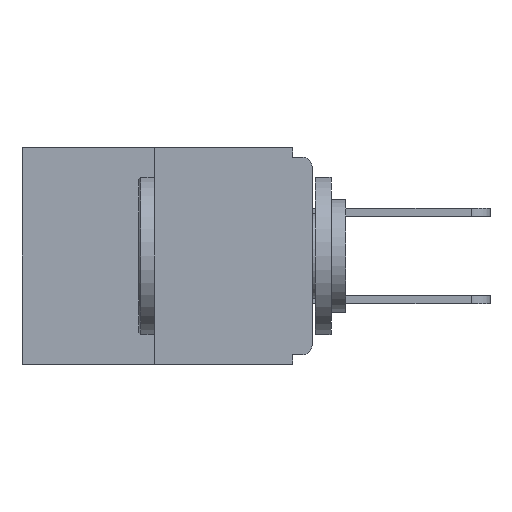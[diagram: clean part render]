
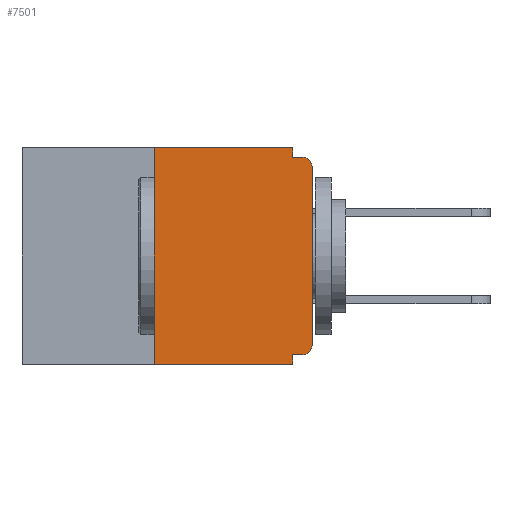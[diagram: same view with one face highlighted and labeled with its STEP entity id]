
A CAD part, left-side view. The second image highlights one B-rep face of the part: STEP entity #7501.
In plain terms, the highlighted planar face has unit normal (-1, 0, 0).
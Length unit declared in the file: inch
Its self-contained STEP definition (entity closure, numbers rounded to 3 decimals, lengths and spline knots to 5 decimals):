
#15 = AXIS2_PLACEMENT_3D ( 'NONE', #4368, #5954, #13792 ) ;
#36 = CARTESIAN_POINT ( 'NONE',  ( 0., 0.25, 0. ) ) ;
#117 = VERTEX_POINT ( 'NONE', #140 ) ;
#140 = CARTESIAN_POINT ( 'NONE',  ( 0., 0.015, -0.015 ) ) ;
#164 = EDGE_CURVE ( 'NONE', #7856, #12565, #13103, .T. ) ;
#448 = VECTOR ( 'NONE', #16597, 39.37008 ) ;
#658 = CARTESIAN_POINT ( 'NONE',  ( 0., 0.46, 0. ) ) ;
#1088 = CARTESIAN_POINT ( 'NONE',  ( 0., 0., 0. ) ) ;
#1263 = EDGE_CURVE ( 'NONE', #15389, #5780, #5786, .T. ) ;
#1777 = CARTESIAN_POINT ( 'NONE',  ( 0., 0., -0.313 ) ) ;
#2066 = LINE ( 'NONE', #7585, #10243 ) ;
#2114 = PLANE ( 'NONE',  #11822 ) ;
#2395 = EDGE_CURVE ( 'NONE', #9265, #117, #12823, .T. ) ;
#2440 = DIRECTION ( 'NONE',  ( 0., 0., 1. ) ) ;
#2883 = EDGE_CURVE ( 'NONE', #4554, #12565, #2066, .T. ) ;
#2986 = DIRECTION ( 'NONE',  ( -1., 0., 0. ) ) ;
#2991 = ORIENTED_EDGE ( 'NONE', *, *, #4590, .F. ) ;
#3571 = ORIENTED_EDGE ( 'NONE', *, *, #1263, .F. ) ;
#3930 = CARTESIAN_POINT ( 'NONE',  ( 0., 0.031, -0.343 ) ) ;
#3948 = VECTOR ( 'NONE', #7326, 39.37008 ) ;
#4368 = CARTESIAN_POINT ( 'NONE',  ( 0., 0.015, -0.313 ) ) ;
#4466 = CIRCLE ( 'NONE', #9787, 0.015 ) ;
#4554 = VERTEX_POINT ( 'NONE', #16691 ) ;
#4590 = EDGE_CURVE ( 'NONE', #5780, #9265, #14421, .T. ) ;
#5780 = VERTEX_POINT ( 'NONE', #7290 ) ;
#5786 = LINE ( 'NONE', #15195, #448 ) ;
#5954 = DIRECTION ( 'NONE',  ( -1., 0., 0. ) ) ;
#6177 = DIRECTION ( 'NONE',  ( 0., -1., 0. ) ) ;
#6829 = CARTESIAN_POINT ( 'NONE',  ( 0., 0., -0.328 ) ) ;
#7153 = DIRECTION ( 'NONE',  ( 0., 0., 1. ) ) ;
#7290 = CARTESIAN_POINT ( 'NONE',  ( 0., 0.031, 0. ) ) ;
#7326 = DIRECTION ( 'NONE',  ( 0., 0., -1. ) ) ;
#7501 = ADVANCED_FACE ( 'NONE', ( #14259 ), #2114, .F. ) ;
#7545 = CARTESIAN_POINT ( 'NONE',  ( 0., 0.46, -0.343 ) ) ;
#7583 = CIRCLE ( 'NONE', #15, 0.015 ) ;
#7585 = CARTESIAN_POINT ( 'NONE',  ( 0., 0.031, -0.343 ) ) ;
#7856 = VERTEX_POINT ( 'NONE', #12422 ) ;
#8063 = CARTESIAN_POINT ( 'NONE',  ( 0., 0., -0.015 ) ) ;
#8158 = LINE ( 'NONE', #1088, #14173 ) ;
#8406 = EDGE_CURVE ( 'NONE', #16878, #16861, #7583, .T. ) ;
#8736 = ORIENTED_EDGE ( 'NONE', *, *, #2395, .F. ) ;
#9019 = CARTESIAN_POINT ( 'NONE',  ( 0., 0.015, -0.328 ) ) ;
#9171 = VECTOR ( 'NONE', #17417, 39.37008 ) ;
#9265 = VERTEX_POINT ( 'NONE', #16813 ) ;
#9467 = VECTOR ( 'NONE', #6177, 39.37008 ) ;
#9787 = AXIS2_PLACEMENT_3D ( 'NONE', #12615, #2986, #14118 ) ;
#9798 = VERTEX_POINT ( 'NONE', #13779 ) ;
#10148 = ORIENTED_EDGE ( 'NONE', *, *, #8406, .T. ) ;
#10243 = VECTOR ( 'NONE', #17183, 39.37008 ) ;
#10860 = ORIENTED_EDGE ( 'NONE', *, *, #17478, .T. ) ;
#11822 = AXIS2_PLACEMENT_3D ( 'NONE', #658, #14384, #17047 ) ;
#12098 = EDGE_LOOP ( 'NONE', ( #3571, #13697, #12921, #12925, #13277, #10148, #16282, #10860, #8736, #2991 ) ) ;
#12422 = CARTESIAN_POINT ( 'NONE',  ( 0., 0.25, -0.343 ) ) ;
#12565 = VERTEX_POINT ( 'NONE', #3930 ) ;
#12615 = CARTESIAN_POINT ( 'NONE',  ( 0., 0.015, -0.03 ) ) ;
#12706 = LINE ( 'NONE', #16701, #15913 ) ;
#12823 = LINE ( 'NONE', #8063, #9171 ) ;
#12921 = ORIENTED_EDGE ( 'NONE', *, *, #164, .T. ) ;
#12925 = ORIENTED_EDGE ( 'NONE', *, *, #2883, .F. ) ;
#13103 = LINE ( 'NONE', #7545, #9467 ) ;
#13205 = VECTOR ( 'NONE', #15259, 39.37008 ) ;
#13277 = ORIENTED_EDGE ( 'NONE', *, *, #17012, .F. ) ;
#13697 = ORIENTED_EDGE ( 'NONE', *, *, #13818, .F. ) ;
#13779 = CARTESIAN_POINT ( 'NONE',  ( 0., 0., -0.03 ) ) ;
#13792 = DIRECTION ( 'NONE',  ( 0., 0., -1. ) ) ;
#13818 = EDGE_CURVE ( 'NONE', #7856, #15389, #12706, .T. ) ;
#14118 = DIRECTION ( 'NONE',  ( 0., 0., -1. ) ) ;
#14173 = VECTOR ( 'NONE', #2440, 39.37008 ) ;
#14217 = CARTESIAN_POINT ( 'NONE',  ( 0., 0.031, 0. ) ) ;
#14259 = FACE_OUTER_BOUND ( 'NONE', #12098, .T. ) ;
#14384 = DIRECTION ( 'NONE',  ( 1., 0., 0. ) ) ;
#14421 = LINE ( 'NONE', #14217, #3948 ) ;
#14782 = EDGE_CURVE ( 'NONE', #16861, #9798, #8158, .T. ) ;
#15195 = CARTESIAN_POINT ( 'NONE',  ( 0., 0.46, 0. ) ) ;
#15259 = DIRECTION ( 'NONE',  ( 0., 1., 0. ) ) ;
#15389 = VERTEX_POINT ( 'NONE', #36 ) ;
#15913 = VECTOR ( 'NONE', #7153, 39.37008 ) ;
#15998 = LINE ( 'NONE', #6829, #13205 ) ;
#16282 = ORIENTED_EDGE ( 'NONE', *, *, #14782, .T. ) ;
#16597 = DIRECTION ( 'NONE',  ( 0., -1., 0. ) ) ;
#16691 = CARTESIAN_POINT ( 'NONE',  ( 0., 0.031, -0.328 ) ) ;
#16701 = CARTESIAN_POINT ( 'NONE',  ( 0., 0.25, 0. ) ) ;
#16813 = CARTESIAN_POINT ( 'NONE',  ( 0., 0.031, -0.015 ) ) ;
#16861 = VERTEX_POINT ( 'NONE', #1777 ) ;
#16878 = VERTEX_POINT ( 'NONE', #9019 ) ;
#17012 = EDGE_CURVE ( 'NONE', #16878, #4554, #15998, .T. ) ;
#17047 = DIRECTION ( 'NONE',  ( 0., 0., -1. ) ) ;
#17183 = DIRECTION ( 'NONE',  ( 0., 0., -1. ) ) ;
#17417 = DIRECTION ( 'NONE',  ( 0., -1., 0. ) ) ;
#17478 = EDGE_CURVE ( 'NONE', #9798, #117, #4466, .T. ) ;
